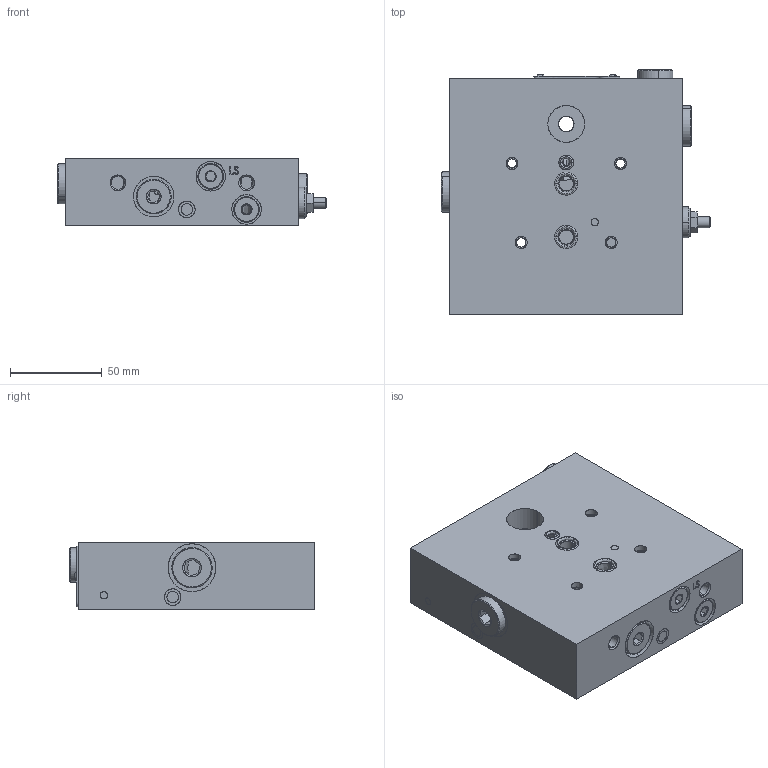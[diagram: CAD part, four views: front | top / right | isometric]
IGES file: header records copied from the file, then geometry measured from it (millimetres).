
Start section: SolidWorks IGES file using analytic representation for surfaces
Global section: file name: HSIF004105033.igs; native system: SolidWorks 2012; preprocessor: SolidWorks 2012; author: ARUTPUT15; date: 131005.121851; units: millimetre
Bounding box: 146.64 x 133 x 36.98 mm (x, y, z)
Surface area: 68402.5 mm2 (no closed solid volume)
Topology: 0 solids, 0 shells, 351 faces, 6979 edges, 6976 vertices
Faces by surface type: revolution 184, bspline 167
